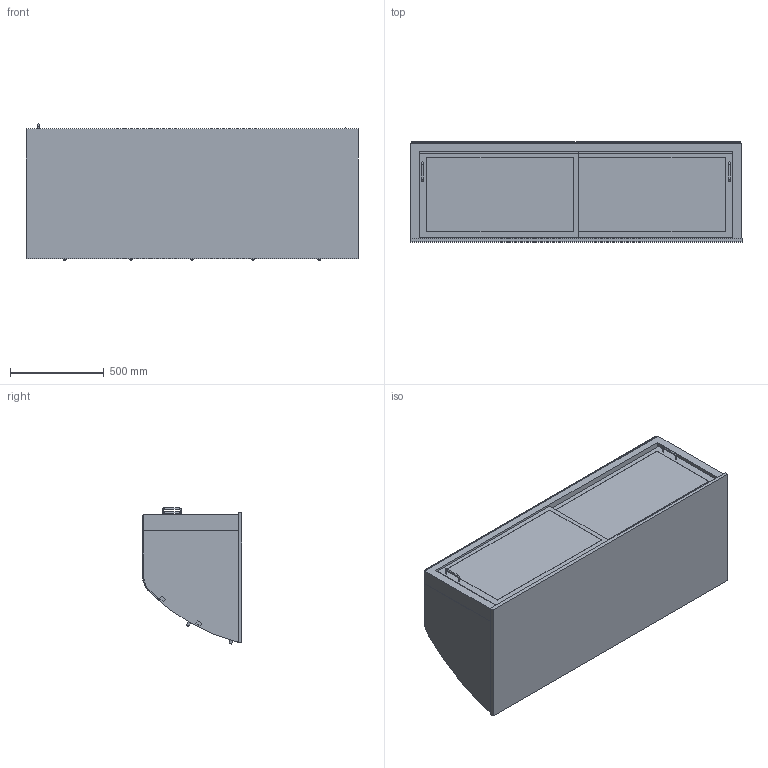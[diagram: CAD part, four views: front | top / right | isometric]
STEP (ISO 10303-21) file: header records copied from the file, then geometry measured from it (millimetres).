
FILE_DESCRIPTION(/* description */ ('Panoramaglasaufsatz ungekühlt'),/* implementation_level */ '2;1');
FILE_NAME(/* name */ '3D-AKE-00007593.stp',/* time_stamp */ '2023-05-16T14:03:18+02:00',/* author */ ('marina.schachner'),/* organization */ (''),/* preprocessor_version */ 'ST-DEVELOPER v18.1',/* originating_system */ 'Autodesk Inventor 2020',/* authorisation */ '');
FILE_SCHEMA (('AUTOMOTIVE_DESIGN { 1 0 10303 214 3 1 1 }'));
Length unit declared in the file: millimetre
Products named in the file (1): 3D-AKE-00007593
Bounding box: 1775 x 534 x 728.05 mm (x, y, z)
Volume: 70770747.8 mm3; surface area: 12179608.8 mm2
Topology: 44 solids, 44 shells, 337 faces, 766 edges, 518 vertices
Faces by surface type: plane 243, cylinder 80, cone 10, torus 4
Full cylindrical faces by diameter (mm): 8 x6, 15 x10
Entity records: 9505 total; most frequent: DIRECTION 1656, CARTESIAN_POINT 1622, ORIENTED_EDGE 1532, EDGE_CURVE 766, LINE 552, VECTOR 552, AXIS2_PLACEMENT_3D 552, VERTEX_POINT 518
